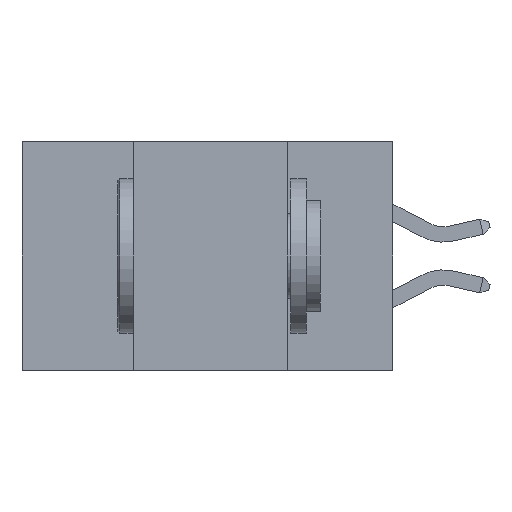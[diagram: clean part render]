
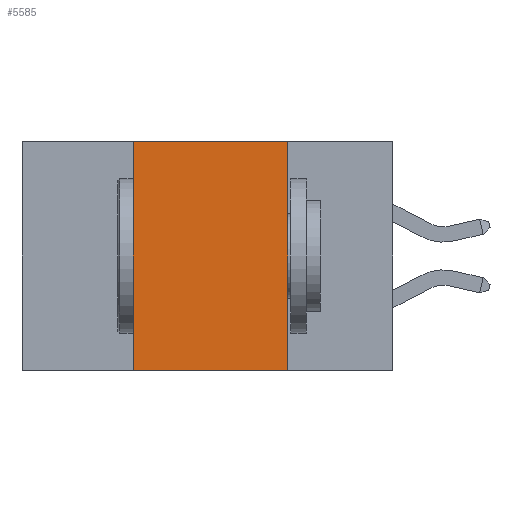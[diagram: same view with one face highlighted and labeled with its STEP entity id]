
A CAD part, left-side view. The second image highlights one B-rep face of the part: STEP entity #5585.
In plain terms, the highlighted planar face has unit normal (-1, 0, 0).
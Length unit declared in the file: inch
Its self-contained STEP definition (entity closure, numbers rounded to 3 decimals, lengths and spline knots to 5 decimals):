
#158 = VECTOR ( 'NONE', #8175, 39.37008 ) ;
#653 = VERTEX_POINT ( 'NONE', #10268 ) ;
#664 = DIRECTION ( 'NONE',  ( 0., 0., -1. ) ) ;
#683 = VERTEX_POINT ( 'NONE', #2176 ) ;
#1669 = ORIENTED_EDGE ( 'NONE', *, *, #23442, .F. ) ;
#2176 = CARTESIAN_POINT ( 'NONE',  ( 0., 0.17, -0.37 ) ) ;
#3658 = FACE_OUTER_BOUND ( 'NONE', #15188, .T. ) ;
#4082 = VECTOR ( 'NONE', #9428, 39.37008 ) ;
#4610 = LINE ( 'NONE', #19078, #158 ) ;
#5585 = ADVANCED_FACE ( 'NONE', ( #3658 ), #22483, .F. ) ;
#5756 = VECTOR ( 'NONE', #22246, 39.37008 ) ;
#7753 = CARTESIAN_POINT ( 'NONE',  ( 0., 0.6, 0. ) ) ;
#8175 = DIRECTION ( 'NONE',  ( 0., 0., -1. ) ) ;
#8353 = ORIENTED_EDGE ( 'NONE', *, *, #15717, .F. ) ;
#9427 = VERTEX_POINT ( 'NONE', #9562 ) ;
#9428 = DIRECTION ( 'NONE',  ( 0., 0., 1. ) ) ;
#9562 = CARTESIAN_POINT ( 'NONE',  ( 0., 0.42, -0.37 ) ) ;
#9623 = DIRECTION ( 'NONE',  ( 0., -1., 0. ) ) ;
#10268 = CARTESIAN_POINT ( 'NONE',  ( 0., 0.17, 0. ) ) ;
#10866 = EDGE_CURVE ( 'NONE', #653, #683, #4610, .T. ) ;
#11169 = CARTESIAN_POINT ( 'NONE',  ( 0., 0.42, 0. ) ) ;
#11454 = VERTEX_POINT ( 'NONE', #11169 ) ;
#11498 = CARTESIAN_POINT ( 'NONE',  ( 0., 0.6, -0.37 ) ) ;
#11757 = DIRECTION ( 'NONE',  ( 1., 0., 0. ) ) ;
#12337 = LINE ( 'NONE', #11498, #5756 ) ;
#13238 = LINE ( 'NONE', #18480, #4082 ) ;
#13775 = ORIENTED_EDGE ( 'NONE', *, *, #18177, .T. ) ;
#15158 = AXIS2_PLACEMENT_3D ( 'NONE', #18971, #11757, #664 ) ;
#15188 = EDGE_LOOP ( 'NONE', ( #15753, #1669, #8353, #13775 ) ) ;
#15717 = EDGE_CURVE ( 'NONE', #9427, #11454, #13238, .T. ) ;
#15753 = ORIENTED_EDGE ( 'NONE', *, *, #10866, .F. ) ;
#18177 = EDGE_CURVE ( 'NONE', #9427, #683, #12337, .T. ) ;
#18480 = CARTESIAN_POINT ( 'NONE',  ( 0., 0.42, 0. ) ) ;
#18971 = CARTESIAN_POINT ( 'NONE',  ( 0., 0.6, 0. ) ) ;
#19078 = CARTESIAN_POINT ( 'NONE',  ( 0., 0.17, 0. ) ) ;
#21770 = LINE ( 'NONE', #7753, #22321 ) ;
#22246 = DIRECTION ( 'NONE',  ( 0., -1., 0. ) ) ;
#22321 = VECTOR ( 'NONE', #9623, 39.37008 ) ;
#22483 = PLANE ( 'NONE',  #15158 ) ;
#23442 = EDGE_CURVE ( 'NONE', #11454, #653, #21770, .T. ) ;
